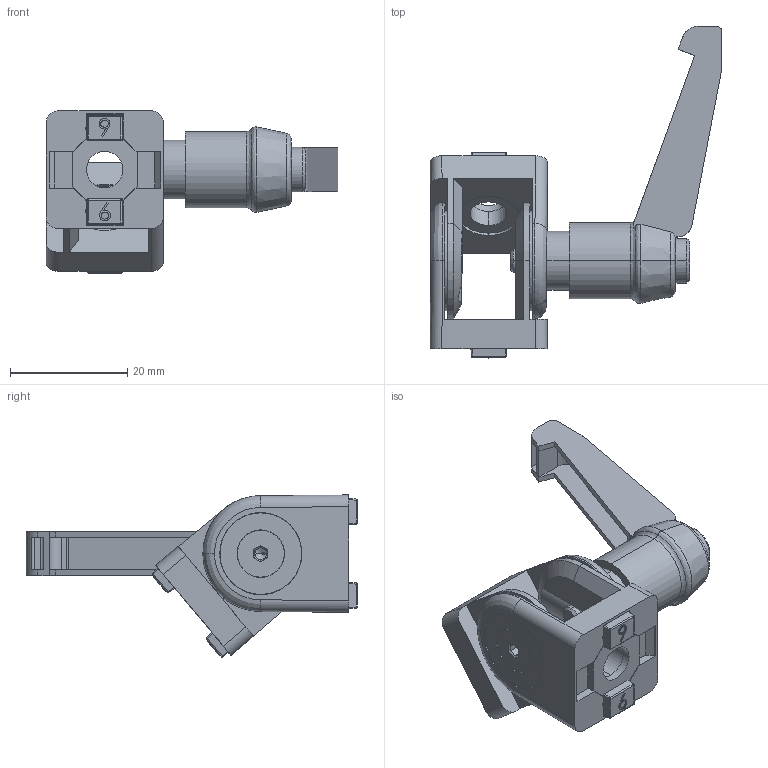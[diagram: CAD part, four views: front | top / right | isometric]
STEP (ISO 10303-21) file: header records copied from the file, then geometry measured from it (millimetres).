
FILE_DESCRIPTION(/* description */ (''),/* implementation_level */ '2;1');
FILE_NAME(/* name */ '322021.stp',/* time_stamp */ '2018-08-11T13:28:15+02:00',/* author */ ('TraceParts'),/* organization */ ('Alutec K&K'),/* preprocessor_version */ 'ST-DEVELOPER v16.1',/* originating_system */ 'Autodesk Inventor 2016',/* authorisation */ '');
FILE_SCHEMA (('AUTOMOTIVE_DESIGN { 1 0 10303 214 3 1 1 }'));
Length unit declared in the file: millimetre
Products named in the file (12): 322021-01; 322021-02; 322021-03; 322021-04; 322021-05; 322021-06; 322021-07; 322021-08; 322021-09; 322021-10; 322021-11; 322021
Assembly tree (11 placements, depth 2):
  322021
    322021-01
    322021-02
    322021-03
    322021-04
    322021-05
    322021-06
    322021-07
    322021-08
    322021-09
    322021-10
    322021-11
Bounding box: 49.73 x 56.55 x 27.62 mm (x, y, z)
Volume: 10404.8 mm3; surface area: 10971.9 mm2
Topology: 11 solids, 11 shells, 562 faces, 1363 edges, 849 vertices
Faces by surface type: plane 255, cylinder 168, bspline 50, torus 40, cone 33, sphere 16
Entity records: 18942 total; most frequent: CARTESIAN_POINT 5678, ORIENTED_EDGE 2722, DIRECTION 2698, EDGE_CURVE 1361, AXIS2_PLACEMENT_3D 987, VERTEX_POINT 849, LINE 724, VECTOR 724
